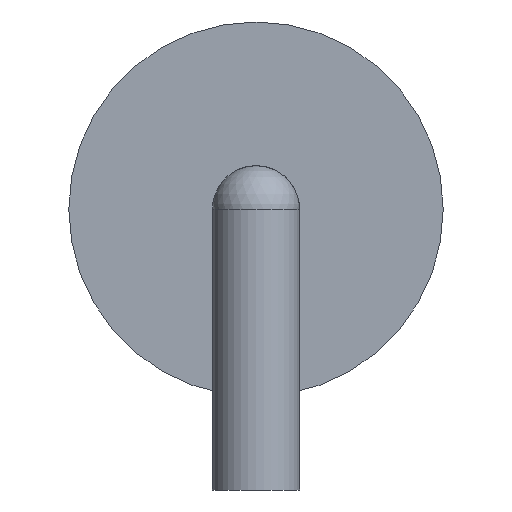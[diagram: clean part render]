
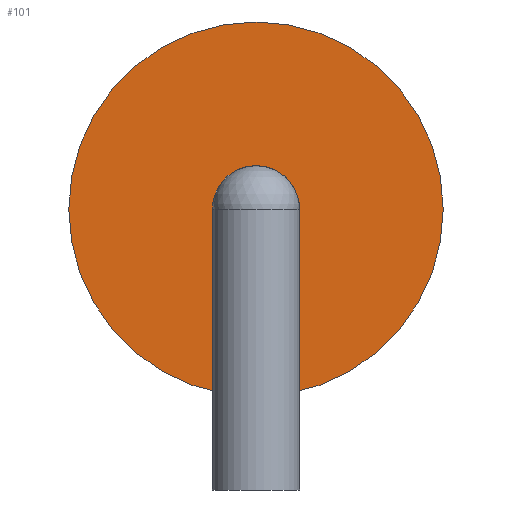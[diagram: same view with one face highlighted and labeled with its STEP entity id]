
A CAD part, left-side view. The second image highlights one B-rep face of the part: STEP entity #101.
In plain terms, the highlighted planar face has unit normal (-1, 0, 0).
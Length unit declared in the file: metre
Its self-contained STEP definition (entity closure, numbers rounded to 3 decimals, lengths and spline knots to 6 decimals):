
#101 = ADVANCED_FACE( '', ( #216 ), #217, .F. );
#123 = EDGE_CURVE( '', #252, #252, #253, .T. );
#216 = FACE_OUTER_BOUND( '', #362, .T. );
#217 = PLANE( '', #363 );
#252 = VERTEX_POINT( '', #403 );
#253 = CIRCLE( '', #404, 0.0012 );
#362 = EDGE_LOOP( '', ( #489 ) );
#363 = AXIS2_PLACEMENT_3D( '', #490, #491, #492 );
#403 = CARTESIAN_POINT( '', ( -0.00315, 0., 0.0024 ) );
#404 = AXIS2_PLACEMENT_3D( '', #538, #539, #540 );
#489 = ORIENTED_EDGE( '', *, *, #123, .F. );
#490 = CARTESIAN_POINT( '', ( -0.00315, 0., 0.0012 ) );
#491 = DIRECTION( '', ( 1., 0., 0. ) );
#492 = DIRECTION( '', ( 0., 1., 0. ) );
#538 = CARTESIAN_POINT( '', ( -0.00315, 0., 0.0012 ) );
#539 = DIRECTION( '', ( 1., 0., 0. ) );
#540 = DIRECTION( '', ( 0., 0., 1. ) );
